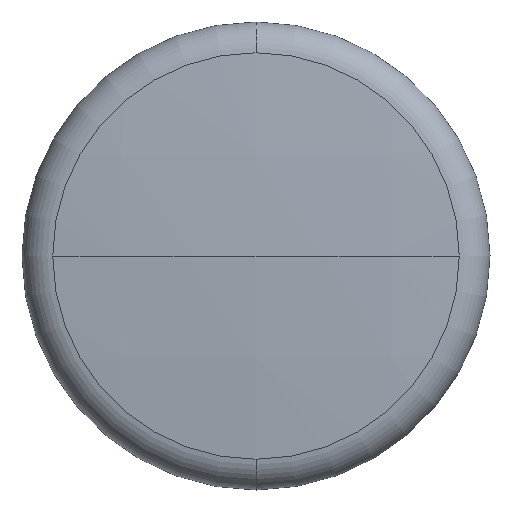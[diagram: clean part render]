
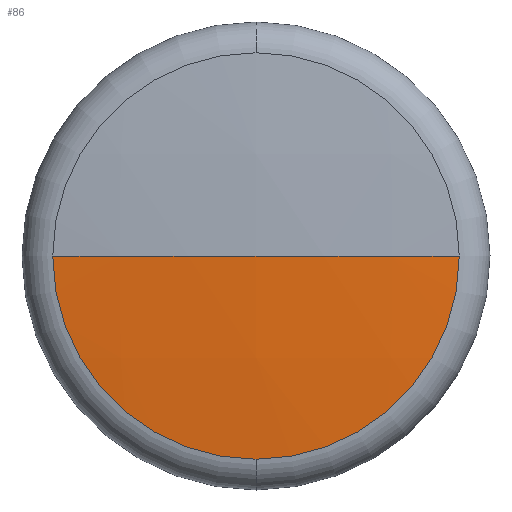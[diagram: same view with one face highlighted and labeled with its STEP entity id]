
A CAD part, front view. The second image highlights one B-rep face of the part: STEP entity #86.
In plain terms, the highlighted spherical face has radius 92.189 mm.
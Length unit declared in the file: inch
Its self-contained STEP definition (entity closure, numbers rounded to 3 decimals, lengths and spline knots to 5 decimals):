
#13 = CARTESIAN_POINT ( 'NONE',  ( 0., 0.01508, -0.33051 ) ) ;
#67 = AXIS2_PLACEMENT_3D ( 'NONE', #293, #97, #336 ) ;
#71 = CARTESIAN_POINT ( 'NONE',  ( 0., 3.62951, 0. ) ) ;
#72 = CARTESIAN_POINT ( 'NONE',  ( -0.33051, 0.01508, 0. ) ) ;
#82 = CIRCLE ( 'NONE', #67, 0.33051 ) ;
#86 = ADVANCED_FACE ( 'NONE', ( #221 ), #295, .T. ) ;
#97 = DIRECTION ( 'NONE',  ( 0., 1., 0. ) ) ;
#102 = DIRECTION ( 'NONE',  ( 1., 0., 0. ) ) ;
#115 = DIRECTION ( 'NONE',  ( 0., 0., -1. ) ) ;
#126 = ORIENTED_EDGE ( 'NONE', *, *, #260, .F. ) ;
#128 = VERTEX_POINT ( 'NONE', #316 ) ;
#132 = CARTESIAN_POINT ( 'NONE',  ( 0., 3.62951, 0. ) ) ;
#137 = CARTESIAN_POINT ( 'NONE',  ( 0., 3.62951, 0. ) ) ;
#140 = DIRECTION ( 'NONE',  ( 0., 0., 1. ) ) ;
#143 = DIRECTION ( 'NONE',  ( 1., 0., 0. ) ) ;
#144 = CIRCLE ( 'NONE', #256, 0.33051 ) ;
#154 = AXIS2_PLACEMENT_3D ( 'NONE', #137, #115, #102 ) ;
#165 = DIRECTION ( 'NONE',  ( -1., 0., 0. ) ) ;
#166 = CARTESIAN_POINT ( 'NONE',  ( 0., 0.01508, 0. ) ) ;
#177 = EDGE_CURVE ( 'NONE', #128, #334, #189, .T. ) ;
#189 = CIRCLE ( 'NONE', #290, 3.62951 ) ;
#202 = DIRECTION ( 'NONE',  ( 0., 0., 1. ) ) ;
#221 = FACE_OUTER_BOUND ( 'NONE', #254, .T. ) ;
#238 = AXIS2_PLACEMENT_3D ( 'NONE', #132, #374, #165 ) ;
#254 = EDGE_LOOP ( 'NONE', ( #274, #367, #126, #283 ) ) ;
#256 = AXIS2_PLACEMENT_3D ( 'NONE', #166, #407, #202 ) ;
#260 = EDGE_CURVE ( 'NONE', #410, #359, #82, .T. ) ;
#274 = ORIENTED_EDGE ( 'NONE', *, *, #177, .F. ) ;
#283 = ORIENTED_EDGE ( 'NONE', *, *, #384, .F. ) ;
#290 = AXIS2_PLACEMENT_3D ( 'NONE', #71, #140, #143 ) ;
#293 = CARTESIAN_POINT ( 'NONE',  ( 0., 0.01508, 0. ) ) ;
#295 = SPHERICAL_SURFACE ( 'NONE', #154, 3.62951 ) ;
#316 = CARTESIAN_POINT ( 'NONE',  ( 0., 0., 0. ) ) ;
#334 = VERTEX_POINT ( 'NONE', #372 ) ;
#336 = DIRECTION ( 'NONE',  ( 0., 0., 1. ) ) ;
#340 = EDGE_CURVE ( 'NONE', #128, #359, #404, .T. ) ;
#359 = VERTEX_POINT ( 'NONE', #72 ) ;
#367 = ORIENTED_EDGE ( 'NONE', *, *, #340, .T. ) ;
#372 = CARTESIAN_POINT ( 'NONE',  ( 0.33051, 0.01508, 0. ) ) ;
#374 = DIRECTION ( 'NONE',  ( 0., 0., -1. ) ) ;
#384 = EDGE_CURVE ( 'NONE', #334, #410, #144, .T. ) ;
#404 = CIRCLE ( 'NONE', #238, 3.62951 ) ;
#407 = DIRECTION ( 'NONE',  ( 0., 1., 0. ) ) ;
#410 = VERTEX_POINT ( 'NONE', #13 ) ;
